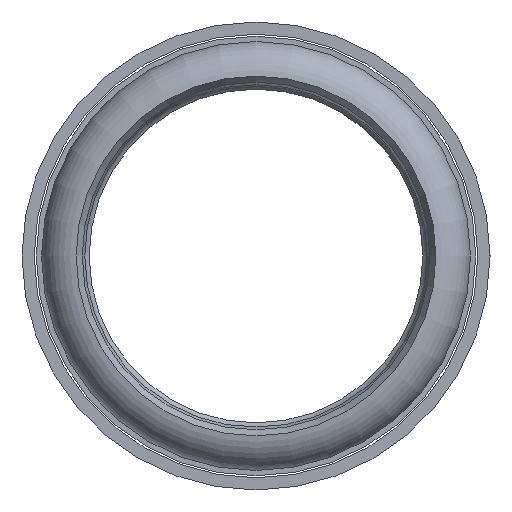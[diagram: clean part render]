
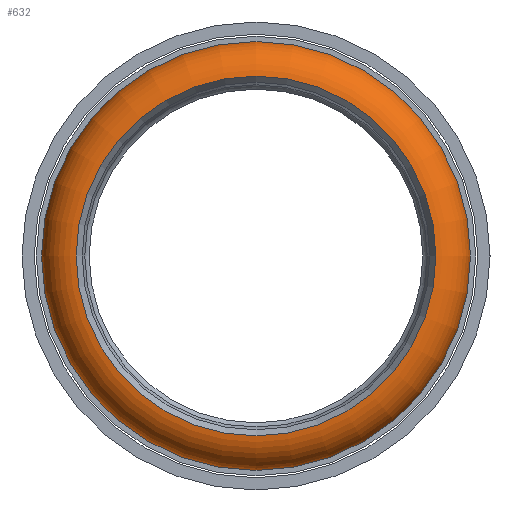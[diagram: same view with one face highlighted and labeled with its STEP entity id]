
A CAD part, left-side view. The second image highlights one B-rep face of the part: STEP entity #632.
In plain terms, the highlighted toroidal (fillet/blend) face has major radius 21.763 mm and minor radius 4.587 mm.
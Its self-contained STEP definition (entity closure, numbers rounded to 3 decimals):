
#89=FACE_OUTER_BOUND('',#123,.T.);
#123=EDGE_LOOP('',(#443,#444,#445,#446,#447,#448,#449,#450));
#176=CIRCLE('',#706,22.1);
#177=CIRCLE('',#707,22.1);
#178=CIRCLE('',#708,4.587);
#179=CIRCLE('',#709,22.7);
#180=CIRCLE('',#710,22.7);
#181=CIRCLE('',#711,22.7);
#182=CIRCLE('',#712,22.1);
#257=VERTEX_POINT('',#1095);
#258=VERTEX_POINT('',#1096);
#259=VERTEX_POINT('',#1098);
#260=VERTEX_POINT('',#1100);
#261=VERTEX_POINT('',#1102);
#262=VERTEX_POINT('',#1104);
#334=EDGE_CURVE('',#257,#258,#176,.T.);
#335=EDGE_CURVE('',#259,#257,#177,.T.);
#336=EDGE_CURVE('',#259,#260,#178,.T.);
#337=EDGE_CURVE('',#260,#261,#179,.T.);
#338=EDGE_CURVE('',#261,#262,#180,.T.);
#339=EDGE_CURVE('',#262,#260,#181,.T.);
#340=EDGE_CURVE('',#258,#259,#182,.T.);
#443=ORIENTED_EDGE('',*,*,#334,.F.);
#444=ORIENTED_EDGE('',*,*,#335,.F.);
#445=ORIENTED_EDGE('',*,*,#336,.T.);
#446=ORIENTED_EDGE('',*,*,#337,.T.);
#447=ORIENTED_EDGE('',*,*,#338,.T.);
#448=ORIENTED_EDGE('',*,*,#339,.T.);
#449=ORIENTED_EDGE('',*,*,#336,.F.);
#450=ORIENTED_EDGE('',*,*,#340,.F.);
#620=TOROIDAL_SURFACE('',#705,21.763,4.587);
#632=ADVANCED_FACE('',(#89),#620,.T.);
#705=AXIS2_PLACEMENT_3D('',#1094,#847,#848);
#706=AXIS2_PLACEMENT_3D('',#1097,#849,#850);
#707=AXIS2_PLACEMENT_3D('',#1099,#851,#852);
#708=AXIS2_PLACEMENT_3D('',#1101,#853,#854);
#709=AXIS2_PLACEMENT_3D('',#1103,#855,#856);
#710=AXIS2_PLACEMENT_3D('',#1105,#857,#858);
#711=AXIS2_PLACEMENT_3D('',#1106,#859,#860);
#712=AXIS2_PLACEMENT_3D('',#1107,#861,#862);
#847=DIRECTION('center_axis',(-1.,0.,0.));
#848=DIRECTION('ref_axis',(0.,0.,1.));
#849=DIRECTION('center_axis',(-1.,0.,0.));
#850=DIRECTION('ref_axis',(0.,-1.,0.));
#851=DIRECTION('center_axis',(-1.,0.,0.));
#852=DIRECTION('ref_axis',(0.,-1.,0.));
#853=DIRECTION('center_axis',(0.,-1.,0.));
#854=DIRECTION('ref_axis',(0.,0.,-1.));
#855=DIRECTION('center_axis',(-1.,0.,0.));
#856=DIRECTION('ref_axis',(0.,-1.,0.));
#857=DIRECTION('center_axis',(-1.,0.,0.));
#858=DIRECTION('ref_axis',(0.,-1.,0.));
#859=DIRECTION('center_axis',(-1.,0.,0.));
#860=DIRECTION('ref_axis',(0.,-1.,0.));
#861=DIRECTION('center_axis',(-1.,0.,0.));
#862=DIRECTION('ref_axis',(0.,-1.,0.));
#1094=CARTESIAN_POINT('Origin',(-445.426,0.,0.));
#1095=CARTESIAN_POINT('',(-450.,0.,22.1));
#1096=CARTESIAN_POINT('',(-450.,22.1,0.));
#1097=CARTESIAN_POINT('Origin',(-450.,0.,0.));
#1098=CARTESIAN_POINT('',(-450.,0.,-22.1));
#1099=CARTESIAN_POINT('Origin',(-450.,0.,0.));
#1100=CARTESIAN_POINT('',(-440.936,0.,-22.7));
#1101=CARTESIAN_POINT('Origin',(-445.426,0.,
-21.763));
#1102=CARTESIAN_POINT('',(-440.936,0.,22.7));
#1103=CARTESIAN_POINT('Origin',(-440.936,0.,0.));
#1104=CARTESIAN_POINT('',(-440.936,22.7,0.));
#1105=CARTESIAN_POINT('Origin',(-440.936,0.,0.));
#1106=CARTESIAN_POINT('Origin',(-440.936,0.,0.));
#1107=CARTESIAN_POINT('Origin',(-450.,0.,0.));
